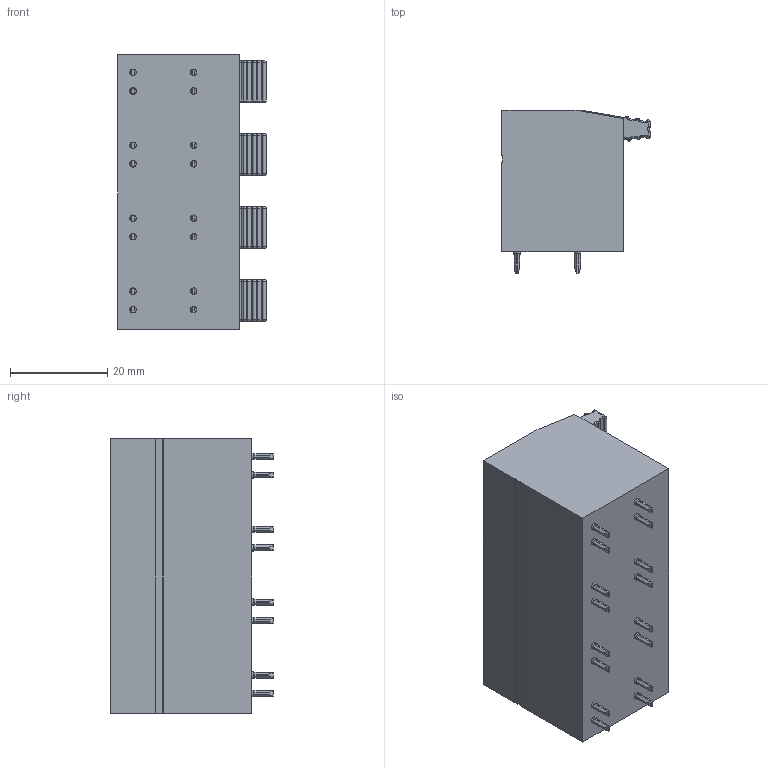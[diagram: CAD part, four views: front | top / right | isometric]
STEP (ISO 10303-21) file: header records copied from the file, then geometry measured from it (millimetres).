
FILE_DESCRIPTION(('SolidDesigner STEP Export'),'2;1');
FILE_NAME('plh_16-4-15.stp','2013-09-13T11:49:38',(''),(''),'Creo Elements/Direct Modeling STEP processor for AP214 (Solid Model)','Creo Elements/Direct Modeling 18.1B 29-Sep-2012 (C) Parametric Technology GmbH','');
FILE_SCHEMA(('AUTOMOTIVE_DESIGN { 1 0 10303 214 1 1 1 1 }'));
Length unit declared in the file: millimetre
Products named in the file (2): plh_16-4-15
Assembly tree (1 placements, depth 2):
  plh_16-4-15
    plh_16-4-15
Bounding box: 30.5 x 33.5 x 56.4 mm (x, y, z)
Volume: 38629.4 mm3; surface area: 9534.4 mm2
Topology: 1 solids, 1 shells, 746 faces, 1893 edges, 1193 vertices
Faces by surface type: plane 353, cylinder 233, torus 152, extrusion 8
Entity records: 29392 total; most frequent: CARTESIAN_POINT 5123, DIRECTION 3928, ORIENTED_EDGE 3786, EDGE_CURVE 1893, AXIS2_PLACEMENT_3D 1395, VERTEX_POINT 1193, VECTOR 1138, LINE 1130
